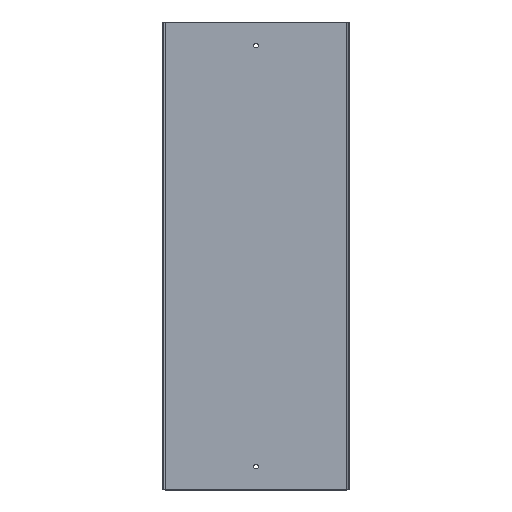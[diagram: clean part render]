
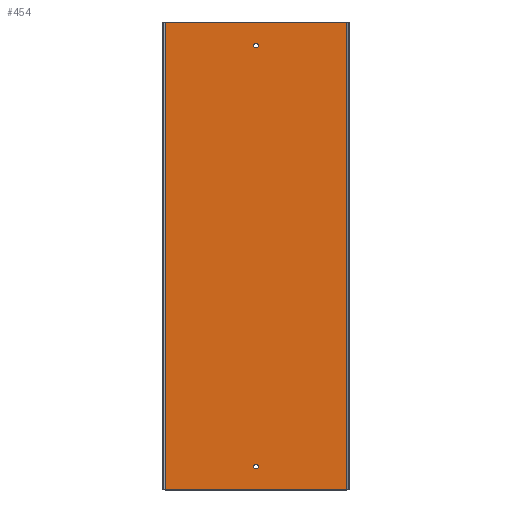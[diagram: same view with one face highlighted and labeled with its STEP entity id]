
A CAD part, top view. The second image highlights one B-rep face of the part: STEP entity #454.
In plain terms, the highlighted planar face has unit normal (0, 0, 1).
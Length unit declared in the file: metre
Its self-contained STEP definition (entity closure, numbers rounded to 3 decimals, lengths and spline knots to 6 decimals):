
#21=CIRCLE('',#494,0.005);
#23=CIRCLE('',#497,0.005);
#76=ORIENTED_EDGE('',*,*,#179,.T.);
#77=ORIENTED_EDGE('',*,*,#181,.T.);
#78=ORIENTED_EDGE('',*,*,#175,.T.);
#79=ORIENTED_EDGE('',*,*,#184,.F.);
#80=ORIENTED_EDGE('',*,*,#171,.F.);
#81=ORIENTED_EDGE('',*,*,#185,.T.);
#171=EDGE_CURVE('',#226,#228,#267,.F.);
#175=EDGE_CURVE('',#232,#230,#271,.F.);
#179=EDGE_CURVE('',#235,#235,#21,.T.);
#181=EDGE_CURVE('',#237,#237,#23,.T.);
#184=EDGE_CURVE('',#228,#230,#276,.T.);
#185=EDGE_CURVE('',#226,#232,#277,.F.);
#226=VERTEX_POINT('',#683);
#228=VERTEX_POINT('',#686);
#230=VERTEX_POINT('',#692);
#232=VERTEX_POINT('',#695);
#235=VERTEX_POINT('',#703);
#237=VERTEX_POINT('',#708);
#267=LINE('',#685,#315);
#271=LINE('',#694,#319);
#276=LINE('',#713,#324);
#277=LINE('',#714,#325);
#315=VECTOR('',#552,1.);
#319=VECTOR('',#558,1.);
#324=VECTOR('',#579,1.);
#325=VECTOR('',#580,1.);
#364=EDGE_LOOP('',(#76));
#365=EDGE_LOOP('',(#77));
#366=EDGE_LOOP('',(#78,#79,#80,#81));
#400=FACE_BOUND('',#364,.T.);
#401=FACE_BOUND('',#365,.T.);
#402=FACE_BOUND('',#366,.T.);
#430=PLANE('',#499);
#454=ADVANCED_FACE('',(#400,#401,#402),#430,.F.);
#494=AXIS2_PLACEMENT_3D('',#702,#565,#566);
#497=AXIS2_PLACEMENT_3D('',#707,#571,#572);
#499=AXIS2_PLACEMENT_3D('',#712,#577,#578);
#552=DIRECTION('',(-1.,0.,0.));
#558=DIRECTION('',(-1.,0.,0.));
#565=DIRECTION('',(0.,0.,-1.));
#566=DIRECTION('',(-1.,0.,0.));
#571=DIRECTION('',(0.,0.,-1.));
#572=DIRECTION('',(-1.,0.,0.));
#577=DIRECTION('',(0.,0.,-1.));
#578=DIRECTION('',(-1.,0.,0.));
#579=DIRECTION('',(0.,-1.,0.));
#580=DIRECTION('',(0.,1.,0.));
#683=CARTESIAN_POINT('',(0.006,0.,0.002));
#685=CARTESIAN_POINT('',(0.1515,0.,0.002));
#686=CARTESIAN_POINT('',(0.394,0.,0.002));
#692=CARTESIAN_POINT('',(0.394,-1.,0.002));
#694=CARTESIAN_POINT('',(0.1515,-1.,0.002));
#695=CARTESIAN_POINT('',(0.006,-1.,0.002));
#702=CARTESIAN_POINT('',(0.2,-0.05,0.002));
#703=CARTESIAN_POINT('',(0.195,-0.05,0.002));
#707=CARTESIAN_POINT('',(0.2,-0.95,0.002));
#708=CARTESIAN_POINT('',(0.195,-0.95,0.002));
#712=CARTESIAN_POINT('',(0.1515,0.,0.002));
#713=CARTESIAN_POINT('',(0.394,0.,0.002));
#714=CARTESIAN_POINT('',(0.006,0.,0.002));
